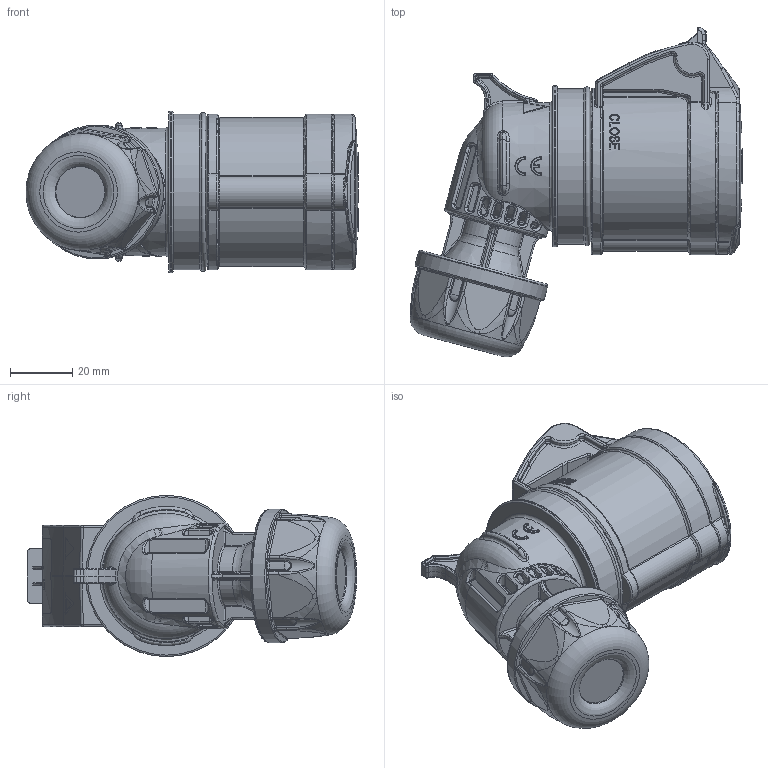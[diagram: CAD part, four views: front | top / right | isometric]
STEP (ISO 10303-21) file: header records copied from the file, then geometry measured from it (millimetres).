
FILE_DESCRIPTION (( 'STEP AP203' ), '1' );
FILE_NAME ('8213-6.STEP', '2023-01-31T12:28:48', ( '' ), ( '' ), 'SwSTEP 2.0', 'SolidWorks 2022', '' );
FILE_SCHEMA (( 'CONFIG_CONTROL_DESIGN' ));
Length unit declared in the file: millimetre
Products named in the file (1): 8213-6
Bounding box: 107.02 x 106.2 x 52 mm (x, y, z)
Volume: 203196.8 mm3; surface area: 28260.3 mm2
Topology: 1 solids, 2 shells, 1556 faces, 3812 edges, 2282 vertices
Faces by surface type: bspline 634, plane 350, cylinder 281, torus 141, cone 98, sphere 52
Full cylindrical faces by diameter (mm): 16.4 x1, 34 x1, 43.1 x1, 50.2 x1, 52 x1
Entity records: 77451 total; most frequent: CARTESIAN_POINT 46272, ORIENTED_EDGE 7460, DIRECTION 5062, EDGE_CURVE 3730, VERTEX_POINT 2261, AXIS2_PLACEMENT_3D 1977, EDGE_LOOP 1641, FACE_OUTER_BOUND 1572
